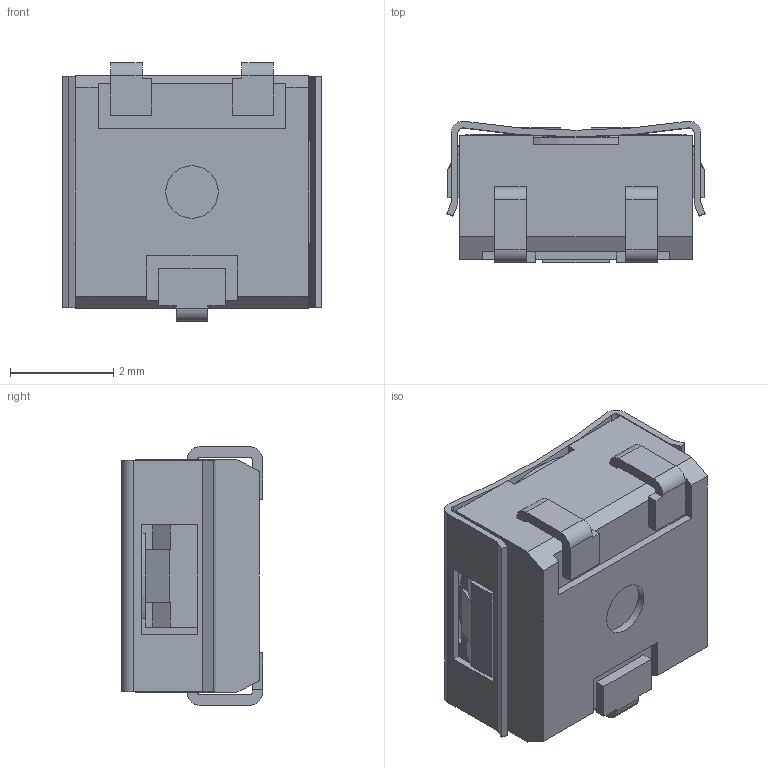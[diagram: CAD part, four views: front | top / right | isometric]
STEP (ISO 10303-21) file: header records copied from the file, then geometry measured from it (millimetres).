
FILE_DESCRIPTION((''),'2;1');
FILE_NAME('3314J002XXX','2013-08-02T',('MaxM'),('Bourns, Inc.'),'PRO/ENGINEER BY PARAMETRIC TECHNOLOGY CORPORATION, 2012230','PRO/ENGINEER BY PARAMETRIC TECHNOLOGY CORPORATION, 2012230','');
FILE_SCHEMA(('CONFIG_CONTROL_DESIGN'));
Length unit declared in the file: inch
Products named in the file (1): 3314J002XXX
Bounding box: 5 x 2.73 x 5 mm (x, y, z)
Volume: 52.4 mm3; surface area: 150.5 mm2
Topology: 1 solids, 1 shells, 356 faces, 1007 edges, 670 vertices
Faces by surface type: plane 279, cylinder 69, cone 8
Entity records: 11741 total; most frequent: CARTESIAN_POINT 2560, ORIENTED_EDGE 2014, DIRECTION 1732, EDGE_CURVE 1007, VECTOR 710, LINE 710, VERTEX_POINT 670, AXIS2_PLACEMENT_3D 511
